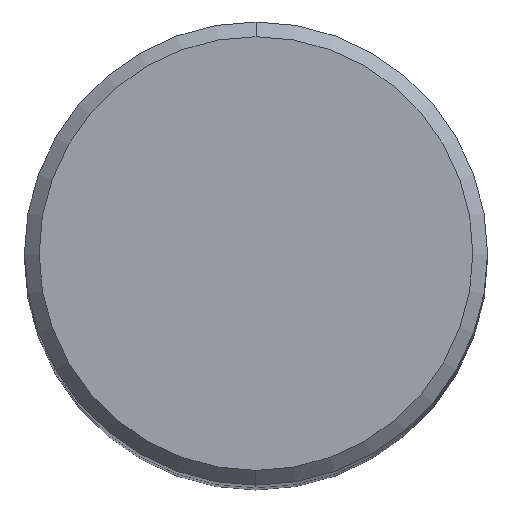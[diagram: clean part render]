
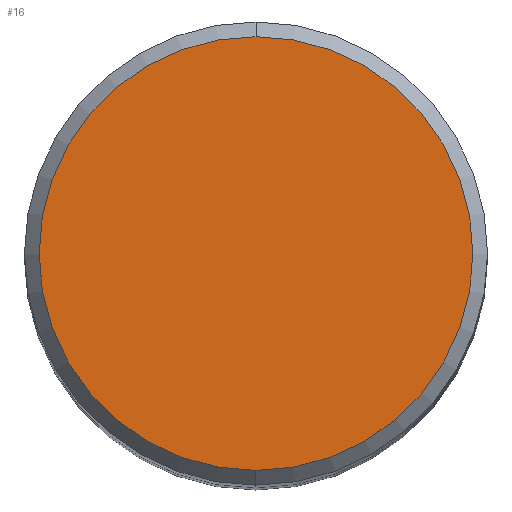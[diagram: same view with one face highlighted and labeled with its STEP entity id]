
A CAD part, top view. The second image highlights one B-rep face of the part: STEP entity #16.
In plain terms, the highlighted planar face has unit normal (0, 0, 1).
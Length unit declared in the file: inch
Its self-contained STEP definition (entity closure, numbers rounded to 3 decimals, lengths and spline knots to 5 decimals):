
#5 = CIRCLE ( 'NONE', #223, 0.29495 ) ;
#12 = ORIENTED_EDGE ( 'NONE', *, *, #294, .T. ) ;
#16 = ADVANCED_FACE ( 'NONE', ( #72 ), #104, .F. ) ;
#44 = CIRCLE ( 'NONE', #131, 0.29495 ) ;
#66 = VERTEX_POINT ( 'NONE', #267 ) ;
#67 = VERTEX_POINT ( 'NONE', #347 ) ;
#72 = FACE_OUTER_BOUND ( 'NONE', #402, .T. ) ;
#74 = DIRECTION ( 'NONE',  ( 0., 1., 0. ) ) ;
#104 = PLANE ( 'NONE',  #327 ) ;
#128 = DIRECTION ( 'NONE',  ( 0., -1., 0. ) ) ;
#131 = AXIS2_PLACEMENT_3D ( 'NONE', #247, #220, #128 ) ;
#146 = DIRECTION ( 'NONE',  ( 0., -1., 0. ) ) ;
#151 = DIRECTION ( 'NONE',  ( 0., 0., 1. ) ) ;
#164 = DIRECTION ( 'NONE',  ( 0., 0., -1. ) ) ;
#214 = CARTESIAN_POINT ( 'NONE',  ( 0., 0., 0. ) ) ;
#220 = DIRECTION ( 'NONE',  ( 0., 0., 1. ) ) ;
#223 = AXIS2_PLACEMENT_3D ( 'NONE', #214, #151, #146 ) ;
#247 = CARTESIAN_POINT ( 'NONE',  ( 0., 0., 0. ) ) ;
#253 = ORIENTED_EDGE ( 'NONE', *, *, #289, .T. ) ;
#267 = CARTESIAN_POINT ( 'NONE',  ( 0., -0.29495, 0. ) ) ;
#289 = EDGE_CURVE ( 'NONE', #66, #67, #5, .T. ) ;
#294 = EDGE_CURVE ( 'NONE', #67, #66, #44, .T. ) ;
#327 = AXIS2_PLACEMENT_3D ( 'NONE', #365, #164, #74 ) ;
#347 = CARTESIAN_POINT ( 'NONE',  ( 0., 0.29495, 0. ) ) ;
#365 = CARTESIAN_POINT ( 'NONE',  ( 0., 0.29495, 0. ) ) ;
#402 = EDGE_LOOP ( 'NONE', ( #12, #253 ) ) ;
